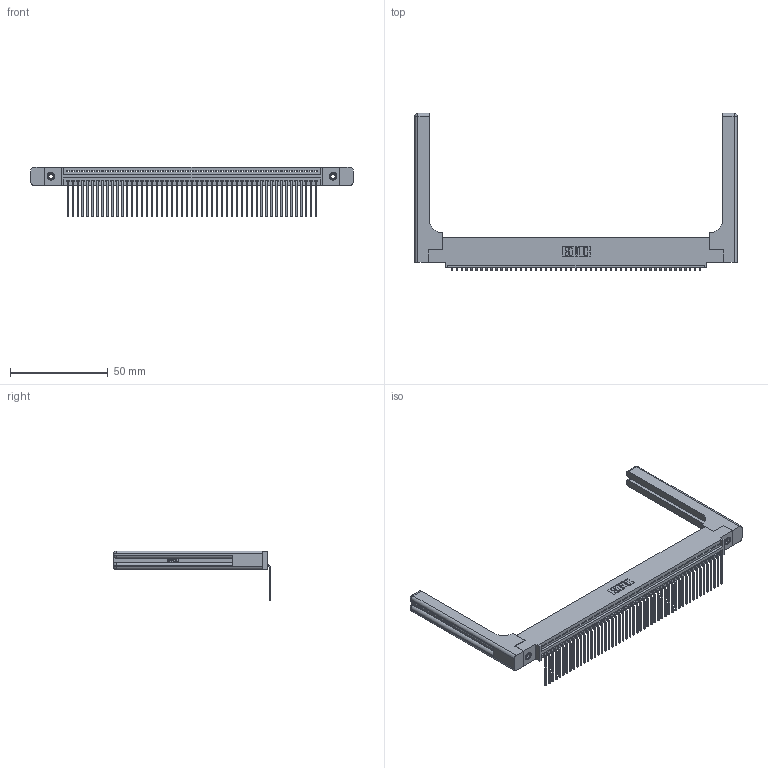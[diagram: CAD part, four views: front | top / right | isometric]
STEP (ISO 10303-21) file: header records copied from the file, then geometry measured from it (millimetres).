
FILE_DESCRIPTION (( 'STEP AP203' ), '1' );
FILE_NAME ('345-051-559-458.STEP', '2019-10-09T16:55:08', ( '' ), ( '' ), 'SwSTEP 2.0', 'SolidWorks 2016', '' );
FILE_SCHEMA (( 'CONFIG_CONTROL_DESIGN' ));
Length unit declared in the file: inch
Products named in the file (5): 345-220-058_345-220-058; 345-250-001_345-250-001-102; 345-292-001_558 559 Tail - 1; 345 Part_0.110 Offset - 0.156 Dia-TH; 345-051-559-458
Assembly tree (56 placements, depth 2):
  345-051-559-458
    345 Part_0.110 Offset - 0.156 Dia-TH
    345-292-001_558 559 Tail - 1  x51
    345-250-001_345-250-001-102  x2
    345-220-058_345-220-058  x2
Bounding box: 164.57 x 80.51 x 25.53 mm (x, y, z)
Volume: 24305.9 mm3; surface area: 27506.3 mm2
Topology: 56 solids, 56 shells, 3446 faces, 10301 edges, 6778 vertices
Faces by surface type: plane 2374, cylinder 1012, bspline 36, cone 12, sphere 8, torus 4
Entity records: 42570 total; most frequent: CARTESIAN_POINT 8346, ORIENTED_EDGE 7128, DIRECTION 6222, EDGE_CURVE 3564, LINE 3136, VECTOR 3136, VERTEX_POINT 2366, AXIS2_PLACEMENT_3D 1543
